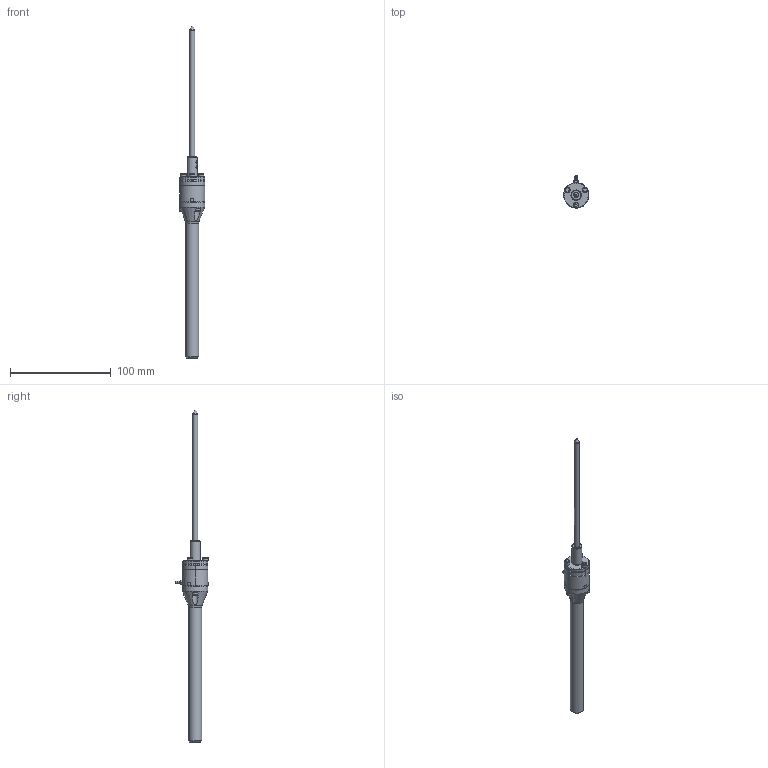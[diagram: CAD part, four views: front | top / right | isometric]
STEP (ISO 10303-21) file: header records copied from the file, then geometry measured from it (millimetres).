
FILE_DESCRIPTION(/* description */ (''),/* implementation_level */ '2;1');
FILE_NAME(/* name */ 'Hand_held_concept2_01022021.stp',/* time_stamp */ '2021-02-01T11:13:48+01:00',/* author */ (''),/* organization */ (''),/* preprocessor_version */ 'ST-DEVELOPER v16.7',/* originating_system */ 'SIEMENS PLM Software NX 1911',/* authorisation */ '');
FILE_SCHEMA (('AUTOMOTIVE_DESIGN { 1 0 10303 214 3 1 1 1 }'));
Length unit declared in the file: millimetre
Products named in the file (7): SET_SCREW_DIN914_M3x4; bolt_din912_m3x12; CONCEPT2_HANDLE; Dilatator; CONCEPT2_ADAPTER; ATI-9105-TW-NANO25-R; Hand_held_concept2
Assembly tree (12 placements, depth 2):
  Hand_held_concept2
    ATI-9105-TW-NANO25-R
    CONCEPT2_ADAPTER
    Dilatator
    CONCEPT2_HANDLE
    bolt_din912_m3x12  x6
    SET_SCREW_DIN914_M3x4  x2
Bounding box: 25.42 x 32.16 x 330.17 mm (x, y, z)
Volume: 38668.6 mm3; surface area: 22039.5 mm2
Topology: 12 solids, 19 shells, 1216 faces, 2758 edges, 1631 vertices
Faces by surface type: cylinder 401, cone 366, plane 286, torus 158, bspline 5
Full cylindrical faces by diameter (mm): 2.5 x2, 3 x138, 3.4 x6, 5 x2, 5.5 x6, 10 x1, 13 x1, 25 x2
Entity records: 21329 total; most frequent: CARTESIAN_POINT 5339, DIRECTION 3563, ORIENTED_EDGE 2964, EDGE_CURVE 1482, AXIS2_PLACEMENT_3D 1453, VERTEX_POINT 1022, EDGE_LOOP 913, CIRCLE 780
